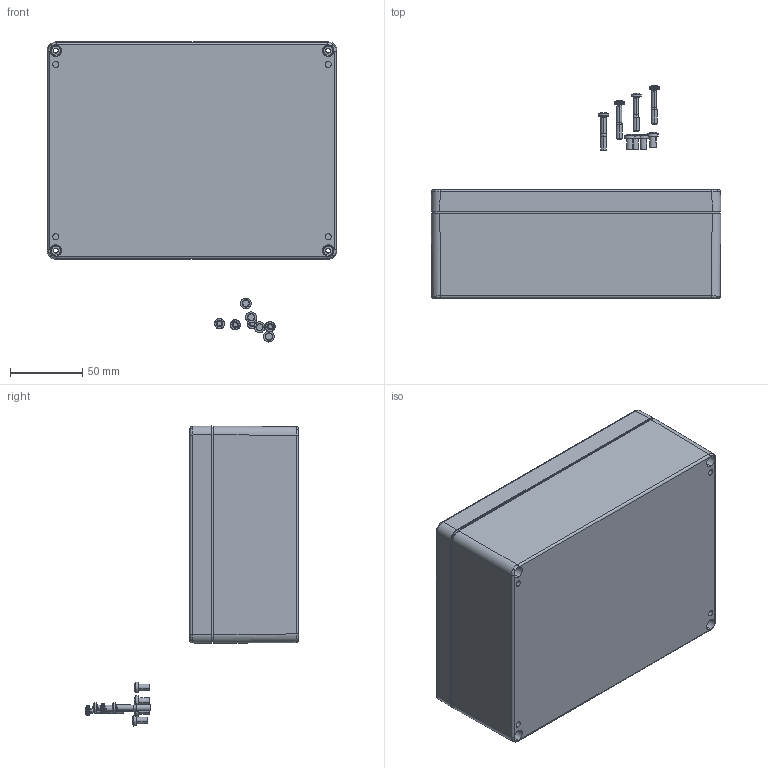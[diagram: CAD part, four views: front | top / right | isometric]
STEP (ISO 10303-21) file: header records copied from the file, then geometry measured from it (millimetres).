
FILE_DESCRIPTION (( 'STEP AP214' ), '1' );
FILE_NAME ('03152008.STEP', '2011-08-02T12:51:14', ( ' ' ), ( '' ), 'SwSTEP 2.0', 'SolidWorks 2010', '' );
FILE_SCHEMA (( 'AUTOMOTIVE_DESIGN' ));
Length unit declared in the file: millimetre
Products named in the file (9): 82002_im Deckel eingebaut; 31090-Einpressbuchse; 32845; 5200.009.0; 51005; 93214_WN1442 D4,5x7,8; 03152008; 31845
Assembly tree (17 placements, depth 3):
  03152008
    82002_im Deckel eingebaut
    31845
      31845
      31090-Einpressbuchse  x4
    51005
      93214_WN1442 D4,5x7,8  x4
      5200.009.0  x4
    32845
Bounding box: 200 x 147.14 x 207.09 mm (x, y, z)
Volume: 363169.4 mm3; surface area: 242026.8 mm2
Topology: 15 solids, 15 shells, 1500 faces, 3641 edges, 2223 vertices
Faces by surface type: plane 595, bspline 260, cylinder 239, cone 219, torus 179, sphere 8
Entity records: 40989 total; most frequent: CARTESIAN_POINT 17776, ORIENTED_EDGE 5038, DIRECTION 4487, EDGE_CURVE 2519, AXIS2_PLACEMENT_3D 1752, VERTEX_POINT 1509, EDGE_LOOP 1152, FACE_OUTER_BOUND 1074
